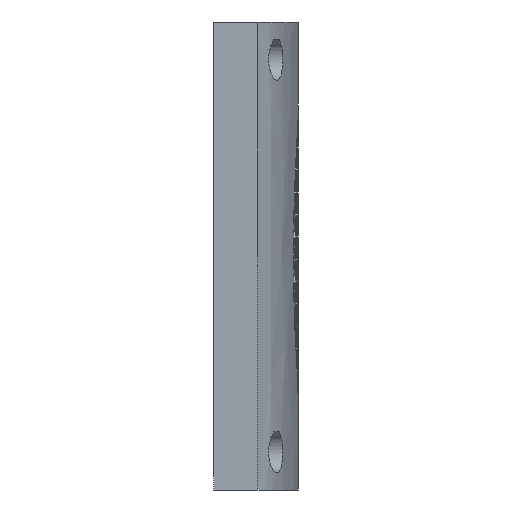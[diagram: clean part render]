
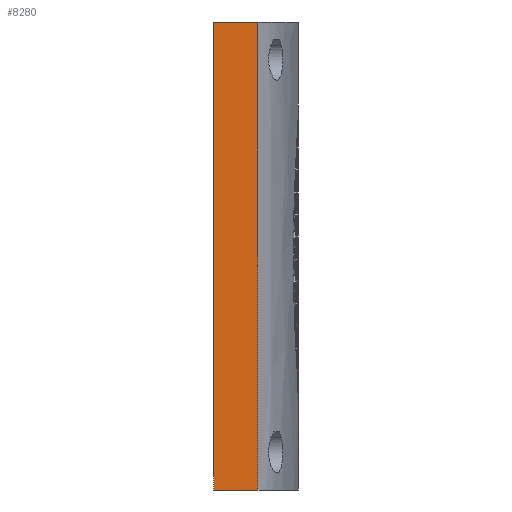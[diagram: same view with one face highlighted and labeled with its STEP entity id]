
A CAD part, left-side view. The second image highlights one B-rep face of the part: STEP entity #8280.
In plain terms, the highlighted planar face has unit normal (-1, 0, 0).
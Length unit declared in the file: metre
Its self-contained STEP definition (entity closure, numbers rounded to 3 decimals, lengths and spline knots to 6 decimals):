
#853=ORIENTED_EDGE('',*,*,#3390,.T.);
#854=ORIENTED_EDGE('',*,*,#3389,.F.);
#855=ORIENTED_EDGE('',*,*,#3146,.T.);
#856=ORIENTED_EDGE('',*,*,#3334,.T.);
#3146=EDGE_CURVE('',#4418,#4422,#5268,.T.);
#3334=EDGE_CURVE('',#4422,#4610,#5278,.T.);
#3389=EDGE_CURVE('',#4418,#4653,#5330,.T.);
#3390=EDGE_CURVE('',#4610,#4653,#5331,.T.);
#4418=VERTEX_POINT('',#11025);
#4422=VERTEX_POINT('',#11036);
#4610=VERTEX_POINT('',#12148);
#4653=VERTEX_POINT('',#12261);
#5268=LINE('',#11037,#6007);
#5278=LINE('',#12149,#6017);
#5330=LINE('',#12262,#6069);
#5331=LINE('',#12264,#6070);
#6007=VECTOR('',#9225,1.);
#6017=VECTOR('',#9253,1.);
#6069=VECTOR('',#9341,1.);
#6070=VECTOR('',#9344,1.);
#6803=EDGE_LOOP('',(#853,#854,#855,#856));
#7377=FACE_BOUND('',#6803,.T.);
#7908=PLANE('',#8716);
#8280=ADVANCED_FACE('',(#7377),#7908,.T.);
#8716=AXIS2_PLACEMENT_3D('',#12263,#9342,#9343);
#9225=DIRECTION('',(0.,-1.,0.));
#9253=DIRECTION('',(0.,0.,1.));
#9341=DIRECTION('',(0.,0.,1.));
#9342=DIRECTION('',(-1.,0.,0.));
#9343=DIRECTION('',(0.,-1.,0.));
#9344=DIRECTION('',(0.,1.,0.));
#11025=CARTESIAN_POINT('',(-0.0446,-0.0415,0.));
#11036=CARTESIAN_POINT('',(-0.0446,-0.048568,0.));
#11037=CARTESIAN_POINT('',(-0.0446,-0.0415,0.));
#12148=CARTESIAN_POINT('',(-0.0446,-0.048568,0.0745));
#12149=CARTESIAN_POINT('',(-0.0446,-0.048568,0.));
#12261=CARTESIAN_POINT('',(-0.0446,-0.0415,0.0745));
#12262=CARTESIAN_POINT('',(-0.0446,-0.0415,0.));
#12263=CARTESIAN_POINT('',(-0.0446,-0.0415,0.));
#12264=CARTESIAN_POINT('',(-0.0446,-0.044875,0.0745));
